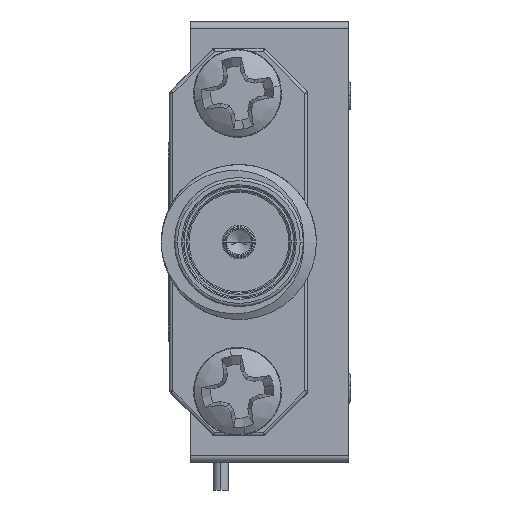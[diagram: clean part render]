
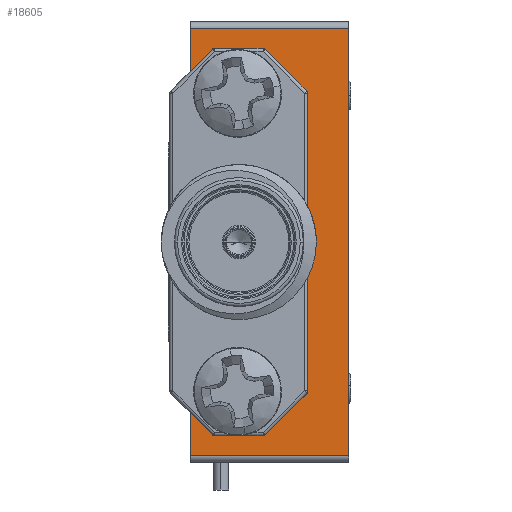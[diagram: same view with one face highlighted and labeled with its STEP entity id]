
A CAD part, left-side view. The second image highlights one B-rep face of the part: STEP entity #18605.
In plain terms, the highlighted planar face has unit normal (-1, 0, 0).
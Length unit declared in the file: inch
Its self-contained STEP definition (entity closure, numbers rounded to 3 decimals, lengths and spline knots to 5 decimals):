
#472 = EDGE_LOOP ( 'NONE', ( #22951, #41398 ) ) ;
#1450 = CARTESIAN_POINT ( 'NONE',  ( -0.54, 0.107, -0.182 ) ) ;
#1769 = FACE_BOUND ( 'NONE', #472, .T. ) ;
#1916 = EDGE_CURVE ( 'NONE', #31651, #38013, #2964, .T. ) ;
#2385 = CARTESIAN_POINT ( 'NONE',  ( -0.54, 0.107, 0.182 ) ) ;
#2964 = LINE ( 'NONE', #11363, #52898 ) ;
#3017 = EDGE_CURVE ( 'NONE', #36256, #11965, #14821, .T. ) ;
#3726 = LINE ( 'NONE', #20231, #44789 ) ;
#5356 = CARTESIAN_POINT ( 'NONE',  ( -0.54, 0.255, -0.182 ) ) ;
#6112 = ORIENTED_EDGE ( 'NONE', *, *, #18674, .F. ) ;
#7586 = LINE ( 'NONE', #35920, #19582 ) ;
#7613 = CIRCLE ( 'NONE', #11946, 0.0525 ) ;
#8297 = VECTOR ( 'NONE', #9560, 39.37008 ) ;
#8370 = CARTESIAN_POINT ( 'NONE',  ( -0.54, 0.255, -0.345 ) ) ;
#8375 = CIRCLE ( 'NONE', #10131, 0.0525 ) ;
#8648 = DIRECTION ( 'NONE',  ( -1., 0., 0. ) ) ;
#9560 = DIRECTION ( 'NONE',  ( 0., 1., 0. ) ) ;
#9583 = DIRECTION ( 'NONE',  ( 0., 0., 1. ) ) ;
#10131 = AXIS2_PLACEMENT_3D ( 'NONE', #35084, #51650, #35615 ) ;
#11213 = DIRECTION ( 'NONE',  ( 0., 0., 1. ) ) ;
#11363 = CARTESIAN_POINT ( 'NONE',  ( -0.54, 0.255, -0.355 ) ) ;
#11946 = AXIS2_PLACEMENT_3D ( 'NONE', #44713, #48222, #11213 ) ;
#11965 = VERTEX_POINT ( 'NONE', #14135 ) ;
#13353 = VECTOR ( 'NONE', #53444, 39.37008 ) ;
#13676 = PLANE ( 'NONE',  #16273 ) ;
#14135 = CARTESIAN_POINT ( 'NONE',  ( -0.54, 0.107, 0.182 ) ) ;
#14816 = VERTEX_POINT ( 'NONE', #18778 ) ;
#14821 = LINE ( 'NONE', #2385, #51949 ) ;
#15159 = AXIS2_PLACEMENT_3D ( 'NONE', #38591, #47001, #34774 ) ;
#16273 = AXIS2_PLACEMENT_3D ( 'NONE', #39800, #47955, #23905 ) ;
#16685 = LINE ( 'NONE', #44522, #13353 ) ;
#16755 = CARTESIAN_POINT ( 'NONE',  ( -0.54, 0.255, 0.182 ) ) ;
#17704 = LINE ( 'NONE', #46615, #39220 ) ;
#17744 = CIRCLE ( 'NONE', #37563, 0.0525 ) ;
#18021 = EDGE_CURVE ( 'NONE', #28532, #47139, #8375, .T. ) ;
#18516 = LINE ( 'NONE', #27437, #52148 ) ;
#18605 = ADVANCED_FACE ( 'NONE', ( #30956, #50704, #1769 ), #13676, .F. ) ;
#18674 = EDGE_CURVE ( 'NONE', #33390, #20653, #7613, .T. ) ;
#18778 = CARTESIAN_POINT ( 'NONE',  ( -0.54, 0., -0.345 ) ) ;
#19582 = VECTOR ( 'NONE', #48939, 39.37008 ) ;
#19631 = CARTESIAN_POINT ( 'NONE',  ( -0.54, 0.107, -0.182 ) ) ;
#20231 = CARTESIAN_POINT ( 'NONE',  ( -0.54, 0.107, 0.182 ) ) ;
#20653 = VERTEX_POINT ( 'NONE', #41443 ) ;
#21801 = EDGE_CURVE ( 'NONE', #31565, #33267, #7586, .T. ) ;
#21873 = DIRECTION ( 'NONE',  ( 0., 0., 1. ) ) ;
#22951 = ORIENTED_EDGE ( 'NONE', *, *, #26500, .F. ) ;
#23314 = EDGE_LOOP ( 'NONE', ( #6112, #31227 ) ) ;
#23763 = EDGE_CURVE ( 'NONE', #31565, #14816, #18516, .T. ) ;
#23905 = DIRECTION ( 'NONE',  ( 0., 0., -1. ) ) ;
#25937 = EDGE_CURVE ( 'NONE', #14816, #39089, #17704, .T. ) ;
#26348 = ORIENTED_EDGE ( 'NONE', *, *, #23763, .T. ) ;
#26500 = EDGE_CURVE ( 'NONE', #47139, #28532, #17744, .T. ) ;
#27437 = CARTESIAN_POINT ( 'NONE',  ( -0.54, 0.255, -0.345 ) ) ;
#28532 = VERTEX_POINT ( 'NONE', #52117 ) ;
#29979 = ORIENTED_EDGE ( 'NONE', *, *, #32756, .T. ) ;
#30956 = FACE_BOUND ( 'NONE', #23314, .T. ) ;
#31202 = ORIENTED_EDGE ( 'NONE', *, *, #43400, .F. ) ;
#31227 = ORIENTED_EDGE ( 'NONE', *, *, #40549, .F. ) ;
#31275 = CARTESIAN_POINT ( 'NONE',  ( -0.54, 0.179, 0.2925 ) ) ;
#31565 = VERTEX_POINT ( 'NONE', #8370 ) ;
#31612 = DIRECTION ( 'NONE',  ( 0., 0., 1. ) ) ;
#31651 = VERTEX_POINT ( 'NONE', #16755 ) ;
#32353 = ORIENTED_EDGE ( 'NONE', *, *, #39629, .T. ) ;
#32756 = EDGE_CURVE ( 'NONE', #36256, #33267, #34624, .T. ) ;
#33267 = VERTEX_POINT ( 'NONE', #5356 ) ;
#33390 = VERTEX_POINT ( 'NONE', #31275 ) ;
#34624 = LINE ( 'NONE', #1450, #8297 ) ;
#34774 = DIRECTION ( 'NONE',  ( 0., 0., 1. ) ) ;
#35084 = CARTESIAN_POINT ( 'NONE',  ( -0.54, 0.179, -0.241 ) ) ;
#35615 = DIRECTION ( 'NONE',  ( 0., 0., 1. ) ) ;
#35629 = CARTESIAN_POINT ( 'NONE',  ( -0.54, 0., 0.345 ) ) ;
#35920 = CARTESIAN_POINT ( 'NONE',  ( -0.54, 0.255, -0.355 ) ) ;
#36206 = CARTESIAN_POINT ( 'NONE',  ( -0.54, 0.179, -0.241 ) ) ;
#36256 = VERTEX_POINT ( 'NONE', #19631 ) ;
#36683 = DIRECTION ( 'NONE',  ( 0., 1., 0. ) ) ;
#37563 = AXIS2_PLACEMENT_3D ( 'NONE', #36206, #8648, #21873 ) ;
#38013 = VERTEX_POINT ( 'NONE', #48073 ) ;
#38591 = CARTESIAN_POINT ( 'NONE',  ( -0.54, 0.179, 0.24 ) ) ;
#39089 = VERTEX_POINT ( 'NONE', #35629 ) ;
#39220 = VECTOR ( 'NONE', #9583, 39.37008 ) ;
#39629 = EDGE_CURVE ( 'NONE', #39089, #38013, #16685, .T. ) ;
#39800 = CARTESIAN_POINT ( 'NONE',  ( -0.54, 0.255, -0.355 ) ) ;
#40549 = EDGE_CURVE ( 'NONE', #20653, #33390, #41860, .T. ) ;
#41398 = ORIENTED_EDGE ( 'NONE', *, *, #18021, .F. ) ;
#41443 = CARTESIAN_POINT ( 'NONE',  ( -0.54, 0.179, 0.1875 ) ) ;
#41860 = CIRCLE ( 'NONE', #15159, 0.0525 ) ;
#43179 = DIRECTION ( 'NONE',  ( 0., 0., 1. ) ) ;
#43311 = ORIENTED_EDGE ( 'NONE', *, *, #21801, .F. ) ;
#43400 = EDGE_CURVE ( 'NONE', #11965, #31651, #3726, .T. ) ;
#44522 = CARTESIAN_POINT ( 'NONE',  ( -0.54, 0.255, 0.345 ) ) ;
#44713 = CARTESIAN_POINT ( 'NONE',  ( -0.54, 0.179, 0.24 ) ) ;
#44789 = VECTOR ( 'NONE', #36683, 39.37008 ) ;
#45462 = ORIENTED_EDGE ( 'NONE', *, *, #25937, .T. ) ;
#46579 = EDGE_LOOP ( 'NONE', ( #45462, #32353, #49315, #31202, #52578, #29979, #43311, #26348 ) ) ;
#46615 = CARTESIAN_POINT ( 'NONE',  ( -0.54, 0., -0.355 ) ) ;
#47001 = DIRECTION ( 'NONE',  ( -1., 0., 0. ) ) ;
#47139 = VERTEX_POINT ( 'NONE', #53020 ) ;
#47944 = DIRECTION ( 'NONE',  ( 0., -1., 0. ) ) ;
#47955 = DIRECTION ( 'NONE',  ( 1., 0., 0. ) ) ;
#48073 = CARTESIAN_POINT ( 'NONE',  ( -0.54, 0.255, 0.345 ) ) ;
#48222 = DIRECTION ( 'NONE',  ( -1., 0., 0. ) ) ;
#48939 = DIRECTION ( 'NONE',  ( 0., 0., 1. ) ) ;
#49315 = ORIENTED_EDGE ( 'NONE', *, *, #1916, .F. ) ;
#50704 = FACE_OUTER_BOUND ( 'NONE', #46579, .T. ) ;
#51650 = DIRECTION ( 'NONE',  ( -1., 0., 0. ) ) ;
#51949 = VECTOR ( 'NONE', #43179, 39.37008 ) ;
#52117 = CARTESIAN_POINT ( 'NONE',  ( -0.54, 0.179, -0.2935 ) ) ;
#52148 = VECTOR ( 'NONE', #47944, 39.37008 ) ;
#52578 = ORIENTED_EDGE ( 'NONE', *, *, #3017, .F. ) ;
#52898 = VECTOR ( 'NONE', #31612, 39.37008 ) ;
#53020 = CARTESIAN_POINT ( 'NONE',  ( -0.54, 0.179, -0.1885 ) ) ;
#53444 = DIRECTION ( 'NONE',  ( 0., 1., 0. ) ) ;
